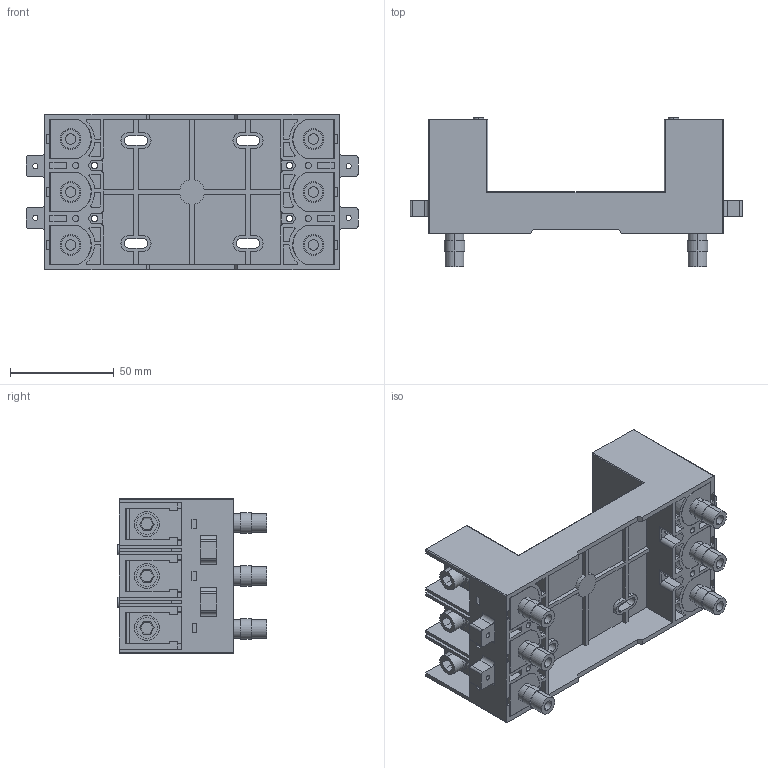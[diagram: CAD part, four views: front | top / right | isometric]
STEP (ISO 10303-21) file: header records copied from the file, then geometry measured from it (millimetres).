
FILE_DESCRIPTION (( 'STEP AP203' ), '1' );
FILE_NAME ('mccb-1TR-pin13R-125A Ïàíåëü âòû÷íàÿ AV POWER-13TR çàäíåãî ïðèñîåä. PID-13R 125À EKF.STEP', '2024-11-02T08:55:29', ( '' ), ( '' ), 'SwSTEP 2.0', 'SolidWorks 2021', '' );
FILE_SCHEMA (( 'CONFIG_CONTROL_DESIGN' ));
Length unit declared in the file: millimetre
Products named in the file (1): mccb-1TR-pin13R-125A Ïàíåëü âòû÷íàÿ AV POWER-13TR çàäíåãî ïðèñîåä. PID-13R 125À EKF
Bounding box: 160 x 72 x 75 mm (x, y, z)
Volume: 199495.7 mm3; surface area: 87478.7 mm2
Topology: 13 solids, 19 shells, 1062 faces, 2710 edges, 1798 vertices
Faces by surface type: plane 712, cylinder 338, cone 12
Entity records: 32187 total; most frequent: CARTESIAN_POINT 5639, DIRECTION 5516, ORIENTED_EDGE 5420, EDGE_CURVE 2710, LINE 2006, VECTOR 2006, VERTEX_POINT 1798, AXIS2_PLACEMENT_3D 1755
